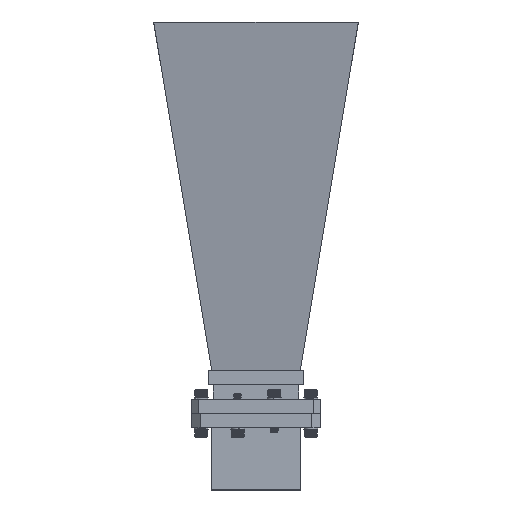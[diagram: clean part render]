
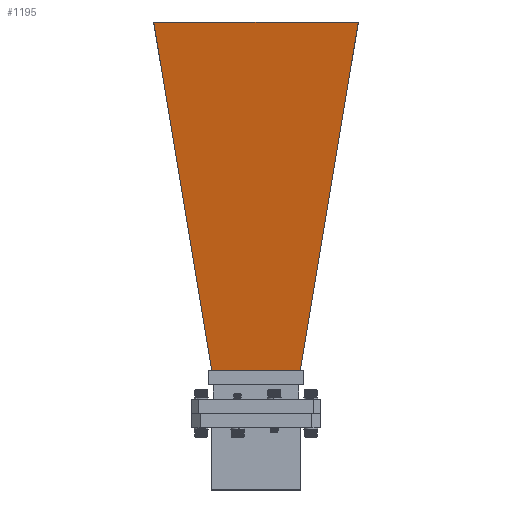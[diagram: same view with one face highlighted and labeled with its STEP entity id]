
A CAD part, front view. The second image highlights one B-rep face of the part: STEP entity #1195.
In plain terms, the highlighted face is planar.
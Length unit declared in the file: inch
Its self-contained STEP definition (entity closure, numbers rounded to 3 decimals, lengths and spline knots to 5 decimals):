
#756 = VERTEX_POINT ( 'NONE', #5677 ) ;
#812 = VECTOR ( 'NONE', #1292, 39.37008 ) ;
#1064 = ORIENTED_EDGE ( 'NONE', *, *, #1713, .F. ) ;
#1195 = ADVANCED_FACE ( 'NONE', ( #12027 ), #2917, .T. ) ;
#1292 = DIRECTION ( 'NONE',  ( -1., 0., 0. ) ) ;
#1713 = EDGE_CURVE ( 'NONE', #13871, #11198, #6250, .T. ) ;
#1802 = DIRECTION ( 'NONE',  ( 0., -0.151, 0.989 ) ) ;
#2149 = ORIENTED_EDGE ( 'NONE', *, *, #4988, .T. ) ;
#2152 = AXIS2_PLACEMENT_3D ( 'NONE', #8607, #1802, #5246 ) ;
#2223 = ORIENTED_EDGE ( 'NONE', *, *, #10680, .F. ) ;
#2917 = PLANE ( 'NONE',  #2152 ) ;
#3590 = CARTESIAN_POINT ( 'NONE',  ( -1.8006, 6.38157, 1.312 ) ) ;
#3623 = LINE ( 'NONE', #6765, #812 ) ;
#4988 = EDGE_CURVE ( 'NONE', #13871, #756, #7259, .T. ) ;
#5246 = DIRECTION ( 'NONE',  ( 0., -0.989, -0.151 ) ) ;
#5677 = CARTESIAN_POINT ( 'NONE',  ( -0.77944, 0.25, 0.37429 ) ) ;
#6250 = LINE ( 'NONE', #10803, #11839 ) ;
#6765 = CARTESIAN_POINT ( 'NONE',  ( 1.53072, 0.25, 0.37429 ) ) ;
#7259 = LINE ( 'NONE', #12976, #9822 ) ;
#7840 = DIRECTION ( 'NONE',  ( -0.162, -0.975, -0.149 ) ) ;
#8459 = VECTOR ( 'NONE', #7840, 39.37008 ) ;
#8607 = CARTESIAN_POINT ( 'NONE',  ( -7.62362, 6.38157, 1.312 ) ) ;
#9341 = DIRECTION ( 'NONE',  ( 0.162, -0.975, -0.149 ) ) ;
#9795 = EDGE_CURVE ( 'NONE', #14150, #756, #3623, .T. ) ;
#9822 = VECTOR ( 'NONE', #9341, 39.37008 ) ;
#9925 = LINE ( 'NONE', #14459, #8459 ) ;
#10202 = ORIENTED_EDGE ( 'NONE', *, *, #9795, .F. ) ;
#10319 = EDGE_LOOP ( 'NONE', ( #2223, #1064, #2149, #10202 ) ) ;
#10680 = EDGE_CURVE ( 'NONE', #11198, #14150, #9925, .T. ) ;
#10803 = CARTESIAN_POINT ( 'NONE',  ( -7.62362, 6.38157, 1.312 ) ) ;
#11198 = VERTEX_POINT ( 'NONE', #11761 ) ;
#11761 = CARTESIAN_POINT ( 'NONE',  ( 1.8006, 6.38157, 1.312 ) ) ;
#11839 = VECTOR ( 'NONE', #11845, 39.37008 ) ;
#11845 = DIRECTION ( 'NONE',  ( 1., 0., 0. ) ) ;
#12027 = FACE_OUTER_BOUND ( 'NONE', #10319, .T. ) ;
#12382 = CARTESIAN_POINT ( 'NONE',  ( 0.77944, 0.25, 0.37429 ) ) ;
#12976 = CARTESIAN_POINT ( 'NONE',  ( -1.95425, 7.30417, 1.45309 ) ) ;
#13871 = VERTEX_POINT ( 'NONE', #3590 ) ;
#14150 = VERTEX_POINT ( 'NONE', #12382 ) ;
#14459 = CARTESIAN_POINT ( 'NONE',  ( 1.95425, 7.30417, 1.45309 ) ) ;
